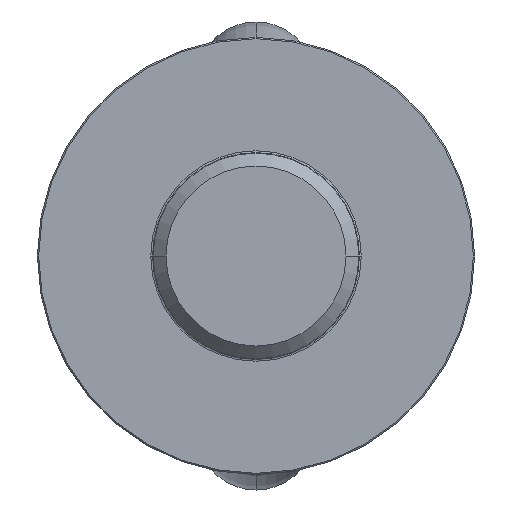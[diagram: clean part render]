
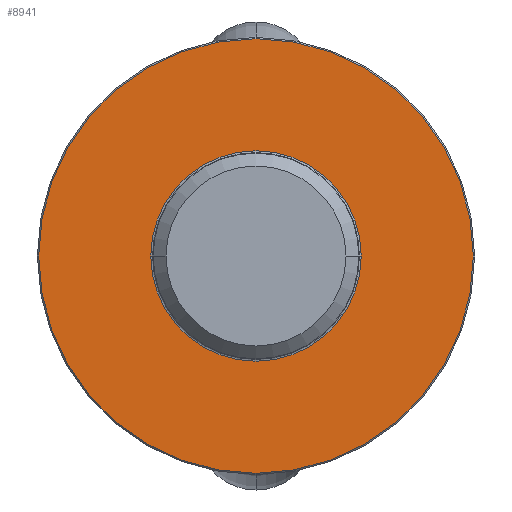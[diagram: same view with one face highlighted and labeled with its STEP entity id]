
A CAD part, front view. The second image highlights one B-rep face of the part: STEP entity #8941.
In plain terms, the highlighted planar face has unit normal (0, -1, 0).
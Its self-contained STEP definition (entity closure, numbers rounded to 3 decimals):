
#2=CARTESIAN_POINT('',(0.,0.,0.));
#3=DIRECTION('',(0.,-1.,0.));
#4=DIRECTION('',(1.,0.,0.));
#5=AXIS2_PLACEMENT_3D('',#2,#3,#4);
#7=CARTESIAN_POINT('',(0.,0.,0.));
#8=DIRECTION('',(0.,-1.,0.));
#9=DIRECTION('',(-1.,0.,0.));
#10=AXIS2_PLACEMENT_3D('',#7,#8,#9);
#12=CARTESIAN_POINT('',(0.,0.,0.));
#13=DIRECTION('',(0.,1.,0.));
#14=DIRECTION('',(1.,0.,0.));
#15=AXIS2_PLACEMENT_3D('',#12,#13,#14);
#30=CARTESIAN_POINT('',(0.,0.,0.));
#31=DIRECTION('',(0.,1.,0.));
#32=DIRECTION('',(-1.,0.,0.));
#33=AXIS2_PLACEMENT_3D('',#30,#31,#32);
#6796=CARTESIAN_POINT('',(40.914,0.,0.));
#6797=CARTESIAN_POINT('',(-40.914,0.,0.));
#6798=VERTEX_POINT('',#6796);
#6799=VERTEX_POINT('',#6797);
#6812=CARTESIAN_POINT('',(-84.5,0.,0.));
#6813=CARTESIAN_POINT('',(84.5,0.,0.));
#6814=VERTEX_POINT('',#6812);
#6815=VERTEX_POINT('',#6813);
#8924=CARTESIAN_POINT('',(0.,0.,0.));
#8925=DIRECTION('',(0.,1.,0.));
#8926=DIRECTION('',(1.,0.,0.));
#8927=AXIS2_PLACEMENT_3D('',#8924,#8925,#8926);
#8928=PLANE('',#8927);
#8930=ORIENTED_EDGE('',*,*,#8929,.T.);
#8932=ORIENTED_EDGE('',*,*,#8931,.T.);
#8933=EDGE_LOOP('',(#8930,#8932));
#8934=FACE_OUTER_BOUND('',#8933,.F.);
#8936=ORIENTED_EDGE('',*,*,#8935,.T.);
#8938=ORIENTED_EDGE('',*,*,#8937,.T.);
#8939=EDGE_LOOP('',(#8936,#8938));
#8940=FACE_BOUND('',#8939,.F.);
#8941=ADVANCED_FACE('',(#8934,#8940),#8928,.F.);
#6=CIRCLE('',#5,40.914);
#11=CIRCLE('',#10,40.914);
#16=CIRCLE('',#15,84.5);
#34=CIRCLE('',#33,84.5);
#8929=EDGE_CURVE('',#6815,#6814,#16,.T.);
#8931=EDGE_CURVE('',#6814,#6815,#34,.T.);
#8935=EDGE_CURVE('',#6798,#6799,#6,.T.);
#8937=EDGE_CURVE('',#6799,#6798,#11,.T.);
